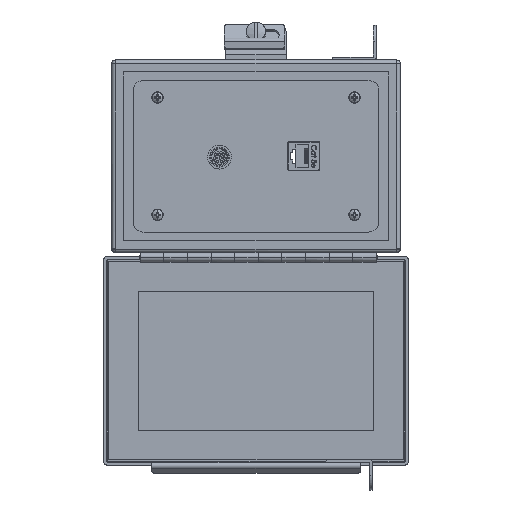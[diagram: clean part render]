
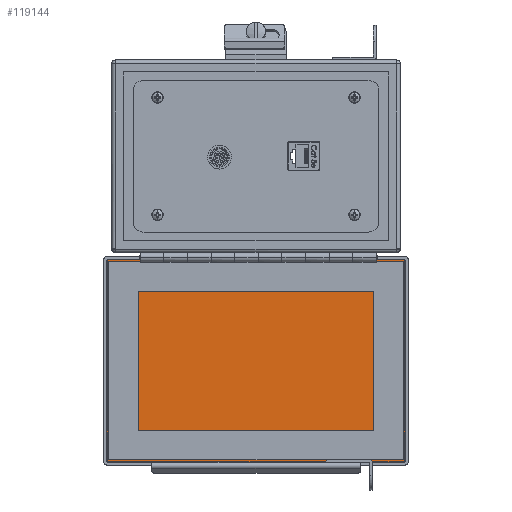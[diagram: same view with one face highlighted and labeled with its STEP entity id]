
A CAD part, top view. The second image highlights one B-rep face of the part: STEP entity #119144.
In plain terms, the highlighted planar face has unit normal (0, 0, 1).
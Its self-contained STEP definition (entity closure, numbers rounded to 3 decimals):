
#504 = VERTEX_POINT ( 'NONE', #4219 ) ;
#1250 = EDGE_CURVE ( 'NONE', #24903, #41067, #52089, .T. ) ;
#1295 = ORIENTED_EDGE ( 'NONE', *, *, #80789, .T. ) ;
#1836 = EDGE_CURVE ( 'NONE', #126631, #24903, #14535, .T. ) ;
#2218 = CARTESIAN_POINT ( 'NONE',  ( 63.564, -55.88, 22.479 ) ) ;
#4219 = CARTESIAN_POINT ( 'NONE',  ( 59.944, -160.02, 22.479 ) ) ;
#4626 = VECTOR ( 'NONE', #49890, 1000. ) ;
#4686 = VECTOR ( 'NONE', #51583, 1000. ) ;
#6572 = EDGE_CURVE ( 'NONE', #62220, #47163, #40563, .T. ) ;
#8821 = CIRCLE ( 'NONE', #81818, 0.317 ) ;
#9534 = LINE ( 'NONE', #49381, #121992 ) ;
#9903 = LINE ( 'NONE', #49751, #31647 ) ;
#10038 = CARTESIAN_POINT ( 'NONE',  ( 63.564, -55.118, 22.479 ) ) ;
#10754 = CIRCLE ( 'NONE', #52437, 0.317 ) ;
#11718 = CARTESIAN_POINT ( 'NONE',  ( -61.15, -107.95, 22.479 ) ) ;
#13425 = CARTESIAN_POINT ( 'NONE',  ( -61.15, -55.88, 22.479 ) ) ;
#13512 = ORIENTED_EDGE ( 'NONE', *, *, #126092, .T. ) ;
#14535 = LINE ( 'NONE', #54374, #80981 ) ;
#18630 = DIRECTION ( 'NONE',  ( 0., 1., 0. ) ) ;
#18716 = DIRECTION ( 'NONE',  ( 0., 0., -1. ) ) ;
#19036 = CARTESIAN_POINT ( 'NONE',  ( -61.15, -54.61, 22.479 ) ) ;
#19750 = CARTESIAN_POINT ( 'NONE',  ( 37.084, -161.29, 22.479 ) ) ;
#20192 = EDGE_CURVE ( 'NONE', #75264, #104589, #101202, .T. ) ;
#21805 = CARTESIAN_POINT ( 'NONE',  ( 37.084, -160.02, 22.479 ) ) ;
#21922 = ORIENTED_EDGE ( 'NONE', *, *, #46764, .T. ) ;
#22112 = VECTOR ( 'NONE', #33334, 1000. ) ;
#22531 = CARTESIAN_POINT ( 'NONE',  ( 59.944, -107.95, 22.479 ) ) ;
#23826 = CARTESIAN_POINT ( 'NONE',  ( -78.613, -160.982, 22.479 ) ) ;
#23912 = LINE ( 'NONE', #63746, #46123 ) ;
#24434 = CARTESIAN_POINT ( 'NONE',  ( 37.084, -107.95, 22.479 ) ) ;
#24656 = DIRECTION ( 'NONE',  ( 1., 0., 0. ) ) ;
#24903 = VERTEX_POINT ( 'NONE', #80440 ) ;
#26761 = ORIENTED_EDGE ( 'NONE', *, *, #1836, .T. ) ;
#26831 = AXIS2_PLACEMENT_3D ( 'NONE', #108192, #18716, #58545 ) ;
#28412 = PLANE ( 'NONE',  #80467 ) ;
#28510 = DIRECTION ( 'NONE',  ( 1., 0., 0. ) ) ;
#29594 = CARTESIAN_POINT ( 'NONE',  ( 0., -55.88, 22.479 ) ) ;
#30211 = VECTOR ( 'NONE', #69445, 1000. ) ;
#31647 = VECTOR ( 'NONE', #89585, 1000. ) ;
#33334 = DIRECTION ( 'NONE',  ( 1., 0., 0. ) ) ;
#36376 = VERTEX_POINT ( 'NONE', #23826 ) ;
#38504 = EDGE_CURVE ( 'NONE', #57054, #67943, #82979, .T. ) ;
#40563 = LINE ( 'NONE', #80376, #119003 ) ;
#41067 = VERTEX_POINT ( 'NONE', #80593 ) ;
#41690 = LINE ( 'NONE', #81516, #85815 ) ;
#42759 = CARTESIAN_POINT ( 'NONE',  ( 78.613, -54.921, 22.479 ) ) ;
#43799 = EDGE_CURVE ( 'NONE', #67943, #108096, #113905, .T. ) ;
#46123 = VECTOR ( 'NONE', #103565, 1000. ) ;
#46764 = EDGE_CURVE ( 'NONE', #98789, #47163, #10754, .T. ) ;
#47163 = VERTEX_POINT ( 'NONE', #82051 ) ;
#47626 = CARTESIAN_POINT ( 'NONE',  ( 78.69, -161.29, 22.479 ) ) ;
#49381 = CARTESIAN_POINT ( 'NONE',  ( -78.613, -107.95, 22.479 ) ) ;
#49751 = CARTESIAN_POINT ( 'NONE',  ( 0., -54.61, 22.479 ) ) ;
#49890 = DIRECTION ( 'NONE',  ( 0., 1., 0. ) ) ;
#51583 = DIRECTION ( 'NONE',  ( 0., 1., 0. ) ) ;
#52089 = CIRCLE ( 'NONE', #127029, 0.317 ) ;
#52437 = AXIS2_PLACEMENT_3D ( 'NONE', #74280, #114135, #24656 ) ;
#53085 = VECTOR ( 'NONE', #62375, 1000. ) ;
#54374 = CARTESIAN_POINT ( 'NONE',  ( 0., -161.29, 22.479 ) ) ;
#56817 = VECTOR ( 'NONE', #64271, 1000. ) ;
#57054 = VERTEX_POINT ( 'NONE', #76431 ) ;
#58533 = ORIENTED_EDGE ( 'NONE', *, *, #127613, .T. ) ;
#58545 = DIRECTION ( 'NONE',  ( -1., 0., 0. ) ) ;
#61434 = ORIENTED_EDGE ( 'NONE', *, *, #103334, .T. ) ;
#62220 = VERTEX_POINT ( 'NONE', #113280 ) ;
#62375 = DIRECTION ( 'NONE',  ( 0., -1., 0. ) ) ;
#62791 = ORIENTED_EDGE ( 'NONE', *, *, #127203, .T. ) ;
#63746 = CARTESIAN_POINT ( 'NONE',  ( 78.613, -107.95, 22.479 ) ) ;
#64271 = DIRECTION ( 'NONE',  ( 0., 1., 0. ) ) ;
#66646 = CARTESIAN_POINT ( 'NONE',  ( -78.613, -54.921, 22.479 ) ) ;
#67636 = ORIENTED_EDGE ( 'NONE', *, *, #91403, .T. ) ;
#67943 = VERTEX_POINT ( 'NONE', #19750 ) ;
#68256 = CARTESIAN_POINT ( 'NONE',  ( 78.613, -161.29, 22.479 ) ) ;
#69445 = DIRECTION ( 'NONE',  ( -1., 0., 0. ) ) ;
#71051 = CARTESIAN_POINT ( 'NONE',  ( 59.944, -161.29, 22.479 ) ) ;
#72848 = ORIENTED_EDGE ( 'NONE', *, *, #106189, .T. ) ;
#74280 = CARTESIAN_POINT ( 'NONE',  ( 78.677, -54.61, 22.479 ) ) ;
#75264 = VERTEX_POINT ( 'NONE', #13425 ) ;
#76431 = CARTESIAN_POINT ( 'NONE',  ( -78.373, -161.29, 22.479 ) ) ;
#76590 = ORIENTED_EDGE ( 'NONE', *, *, #20192, .T. ) ;
#78140 = CARTESIAN_POINT ( 'NONE',  ( -78.69, -161.29, 22.479 ) ) ;
#80376 = CARTESIAN_POINT ( 'NONE',  ( 71.025, -54.61, 22.479 ) ) ;
#80440 = CARTESIAN_POINT ( 'NONE',  ( 78.373, -161.29, 22.479 ) ) ;
#80467 = AXIS2_PLACEMENT_3D ( 'NONE', #68256, #108106, #18630 ) ;
#80593 = CARTESIAN_POINT ( 'NONE',  ( 78.613, -160.982, 22.479 ) ) ;
#80789 = EDGE_CURVE ( 'NONE', #108096, #504, #41690, .T. ) ;
#80981 = VECTOR ( 'NONE', #94218, 1000. ) ;
#81516 = CARTESIAN_POINT ( 'NONE',  ( 0., -160.02, 22.479 ) ) ;
#81818 = AXIS2_PLACEMENT_3D ( 'NONE', #78140, #117995, #28510 ) ;
#82051 = CARTESIAN_POINT ( 'NONE',  ( 78.359, -54.61, 22.479 ) ) ;
#82979 = LINE ( 'NONE', #122818, #22112 ) ;
#83123 = CIRCLE ( 'NONE', #26831, 0.317 ) ;
#85168 = VERTEX_POINT ( 'NONE', #87901 ) ;
#85815 = VECTOR ( 'NONE', #121361, 1000. ) ;
#86154 = EDGE_CURVE ( 'NONE', #101055, #62220, #99519, .T. ) ;
#87446 = DIRECTION ( 'NONE',  ( 0., 0., -1. ) ) ;
#87901 = CARTESIAN_POINT ( 'NONE',  ( -78.359, -54.61, 22.479 ) ) ;
#89216 = DIRECTION ( 'NONE',  ( 0., -1., 0. ) ) ;
#89585 = DIRECTION ( 'NONE',  ( -1., 0., 0. ) ) ;
#90272 = ORIENTED_EDGE ( 'NONE', *, *, #6572, .F. ) ;
#91403 = EDGE_CURVE ( 'NONE', #85168, #98226, #83123, .T. ) ;
#94218 = DIRECTION ( 'NONE',  ( 1., 0., 0. ) ) ;
#98226 = VERTEX_POINT ( 'NONE', #66646 ) ;
#98789 = VERTEX_POINT ( 'NONE', #42759 ) ;
#99519 = LINE ( 'NONE', #10038, #4626 ) ;
#101055 = VERTEX_POINT ( 'NONE', #2218 ) ;
#101202 = LINE ( 'NONE', #11718, #4686 ) ;
#103334 = EDGE_CURVE ( 'NONE', #36376, #57054, #8821, .T. ) ;
#103565 = DIRECTION ( 'NONE',  ( 0., 1., 0. ) ) ;
#104257 = EDGE_CURVE ( 'NONE', #41067, #98789, #23912, .T. ) ;
#104589 = VERTEX_POINT ( 'NONE', #19036 ) ;
#106189 = EDGE_CURVE ( 'NONE', #104589, #85168, #9903, .T. ) ;
#108096 = VERTEX_POINT ( 'NONE', #21805 ) ;
#108106 = DIRECTION ( 'NONE',  ( 0., 0., 1. ) ) ;
#108192 = CARTESIAN_POINT ( 'NONE',  ( -78.676, -54.61, 22.479 ) ) ;
#112031 = LINE ( 'NONE', #22531, #53085 ) ;
#113280 = CARTESIAN_POINT ( 'NONE',  ( 63.564, -54.61, 22.479 ) ) ;
#113905 = LINE ( 'NONE', #24434, #56817 ) ;
#114135 = DIRECTION ( 'NONE',  ( 0., 0., -1. ) ) ;
#114818 = ORIENTED_EDGE ( 'NONE', *, *, #43799, .T. ) ;
#117895 = FACE_OUTER_BOUND ( 'NONE', #120012, .T. ) ;
#117995 = DIRECTION ( 'NONE',  ( 0., 0., -1. ) ) ;
#119003 = VECTOR ( 'NONE', #120225, 1000. ) ;
#119089 = LINE ( 'NONE', #29594, #30211 ) ;
#119144 = ADVANCED_FACE ( 'NONE', ( #117895 ), #28412, .T. ) ;
#120012 = EDGE_LOOP ( 'NONE', ( #127839, #58533, #76590, #72848, #67636, #62791, #61434, #125499, #114818, #1295, #13512, #26761, #128361, #121278, #21922, #90272 ) ) ;
#120225 = DIRECTION ( 'NONE',  ( 1., 0., 0. ) ) ;
#121278 = ORIENTED_EDGE ( 'NONE', *, *, #104257, .T. ) ;
#121361 = DIRECTION ( 'NONE',  ( 1., 0., 0. ) ) ;
#121992 = VECTOR ( 'NONE', #89216, 1000. ) ;
#122818 = CARTESIAN_POINT ( 'NONE',  ( 0., -161.29, 22.479 ) ) ;
#125499 = ORIENTED_EDGE ( 'NONE', *, *, #38504, .T. ) ;
#126092 = EDGE_CURVE ( 'NONE', #504, #126631, #112031, .T. ) ;
#126631 = VERTEX_POINT ( 'NONE', #71051 ) ;
#127029 = AXIS2_PLACEMENT_3D ( 'NONE', #47626, #87446, #127272 ) ;
#127203 = EDGE_CURVE ( 'NONE', #98226, #36376, #9534, .T. ) ;
#127272 = DIRECTION ( 'NONE',  ( 0., 1., 0. ) ) ;
#127613 = EDGE_CURVE ( 'NONE', #101055, #75264, #119089, .T. ) ;
#127839 = ORIENTED_EDGE ( 'NONE', *, *, #86154, .F. ) ;
#128361 = ORIENTED_EDGE ( 'NONE', *, *, #1250, .T. ) ;
